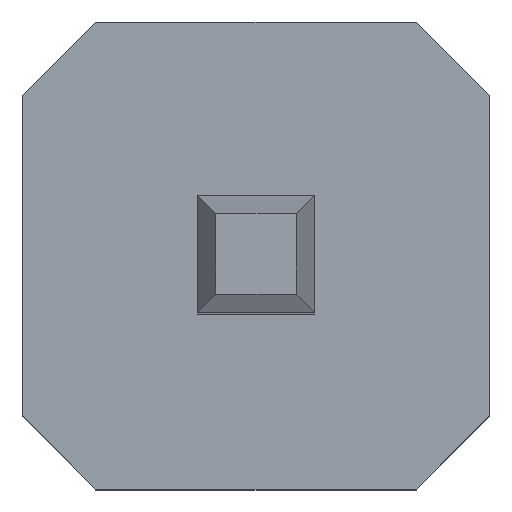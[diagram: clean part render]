
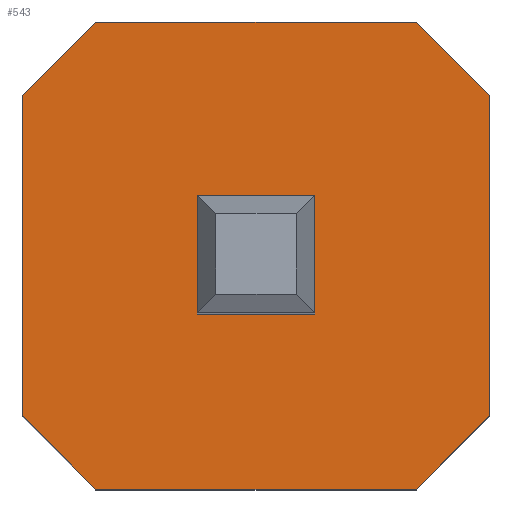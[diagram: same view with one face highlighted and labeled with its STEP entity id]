
A CAD part, top view. The second image highlights one B-rep face of the part: STEP entity #543.
In plain terms, the highlighted planar face has unit normal (0, 0, 1).
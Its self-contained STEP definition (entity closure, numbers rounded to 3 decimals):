
#66=ORIENTED_EDGE('',*,*,#191,.F.);
#67=ORIENTED_EDGE('',*,*,#195,.F.);
#68=ORIENTED_EDGE('',*,*,#198,.F.);
#69=ORIENTED_EDGE('',*,*,#200,.F.);
#70=ORIENTED_EDGE('',*,*,#203,.T.);
#71=ORIENTED_EDGE('',*,*,#205,.T.);
#72=ORIENTED_EDGE('',*,*,#181,.T.);
#73=ORIENTED_EDGE('',*,*,#206,.T.);
#74=ORIENTED_EDGE('',*,*,#183,.T.);
#75=ORIENTED_EDGE('',*,*,#207,.T.);
#76=ORIENTED_EDGE('',*,*,#188,.T.);
#77=ORIENTED_EDGE('',*,*,#208,.T.);
#181=EDGE_CURVE('',#250,#253,#297,.T.);
#183=EDGE_CURVE('',#255,#254,#299,.T.);
#188=EDGE_CURVE('',#256,#259,#304,.T.);
#191=EDGE_CURVE('',#262,#263,#307,.T.);
#195=EDGE_CURVE('',#265,#262,#311,.T.);
#198=EDGE_CURVE('',#267,#265,#314,.T.);
#200=EDGE_CURVE('',#263,#267,#316,.T.);
#203=EDGE_CURVE('',#271,#270,#319,.T.);
#205=EDGE_CURVE('',#270,#250,#321,.F.);
#206=EDGE_CURVE('',#253,#255,#322,.F.);
#207=EDGE_CURVE('',#254,#256,#323,.F.);
#208=EDGE_CURVE('',#259,#271,#324,.F.);
#250=VERTEX_POINT('',#781);
#253=VERTEX_POINT('',#786);
#254=VERTEX_POINT('',#790);
#255=VERTEX_POINT('',#792);
#256=VERTEX_POINT('',#796);
#259=VERTEX_POINT('',#801);
#262=VERTEX_POINT('',#808);
#263=VERTEX_POINT('',#810);
#265=VERTEX_POINT('',#816);
#267=VERTEX_POINT('',#822);
#270=VERTEX_POINT('',#832);
#271=VERTEX_POINT('',#834);
#297=LINE('',#787,#369);
#299=LINE('',#791,#371);
#304=LINE('',#802,#376);
#307=LINE('',#809,#379);
#311=LINE('',#817,#383);
#314=LINE('',#823,#386);
#316=LINE('',#826,#388);
#319=LINE('',#833,#391);
#321=LINE('',#837,#393);
#322=LINE('',#838,#394);
#323=LINE('',#839,#395);
#324=LINE('',#840,#396);
#369=VECTOR('',#640,1000.);
#371=VECTOR('',#644,1000.);
#376=VECTOR('',#651,1000.);
#379=VECTOR('',#656,1000.);
#383=VECTOR('',#662,1000.);
#386=VECTOR('',#667,1000.);
#388=VECTOR('',#671,1000.);
#391=VECTOR('',#676,1000.);
#393=VECTOR('',#680,1000.);
#394=VECTOR('',#681,1000.);
#395=VECTOR('',#682,1000.);
#396=VECTOR('',#683,1000.);
#443=EDGE_LOOP('',(#66,#67,#68,#69));
#444=EDGE_LOOP('',(#70,#71,#72,#73,#74,#75,#76,#77));
#477=FACE_BOUND('',#443,.T.);
#478=FACE_BOUND('',#444,.T.);
#511=PLANE('',#602);
#543=ADVANCED_FACE('',(#477,#478),#511,.T.);
#602=AXIS2_PLACEMENT_3D('',#836,#678,#679);
#640=DIRECTION('',(0.,-1.,0.));
#644=DIRECTION('',(1.,0.,0.));
#651=DIRECTION('',(0.,1.,0.));
#656=DIRECTION('',(0.,-1.,0.));
#662=DIRECTION('',(-1.,0.,0.));
#667=DIRECTION('',(0.,1.,0.));
#671=DIRECTION('',(1.,0.,0.));
#676=DIRECTION('',(-1.,0.,0.));
#678=DIRECTION('',(0.,0.,1.));
#679=DIRECTION('',(1.,0.,0.));
#680=DIRECTION('',(0.707,0.707,0.));
#681=DIRECTION('',(-0.707,0.707,0.));
#682=DIRECTION('',(-0.707,-0.707,0.));
#683=DIRECTION('',(0.707,-0.707,0.));
#781=CARTESIAN_POINT('',(-1.27,0.87,2.54));
#786=CARTESIAN_POINT('',(-1.27,-0.87,2.54));
#787=CARTESIAN_POINT('',(-1.27,1.27,2.54));
#790=CARTESIAN_POINT('',(0.87,-1.27,2.54));
#791=CARTESIAN_POINT('',(-1.27,-1.27,2.54));
#792=CARTESIAN_POINT('',(-0.87,-1.27,2.54));
#796=CARTESIAN_POINT('',(1.27,-0.87,2.54));
#801=CARTESIAN_POINT('',(1.27,0.87,2.54));
#802=CARTESIAN_POINT('',(1.27,-1.27,2.54));
#808=CARTESIAN_POINT('',(-0.32,0.32,2.54));
#809=CARTESIAN_POINT('',(-0.32,0.32,2.54));
#810=CARTESIAN_POINT('',(-0.32,-0.32,2.54));
#816=CARTESIAN_POINT('',(0.32,0.32,2.54));
#817=CARTESIAN_POINT('',(0.32,0.32,2.54));
#822=CARTESIAN_POINT('',(0.32,-0.32,2.54));
#823=CARTESIAN_POINT('',(0.32,-0.32,2.54));
#826=CARTESIAN_POINT('',(-0.32,-0.32,2.54));
#832=CARTESIAN_POINT('',(-0.87,1.27,2.54));
#833=CARTESIAN_POINT('',(1.27,1.27,2.54));
#834=CARTESIAN_POINT('',(0.87,1.27,2.54));
#836=CARTESIAN_POINT('',(0.,0.,2.54));
#837=CARTESIAN_POINT('',(-1.07,1.07,2.54));
#838=CARTESIAN_POINT('',(-1.07,-1.07,2.54));
#839=CARTESIAN_POINT('',(1.07,-1.07,2.54));
#840=CARTESIAN_POINT('',(1.07,1.07,2.54));
